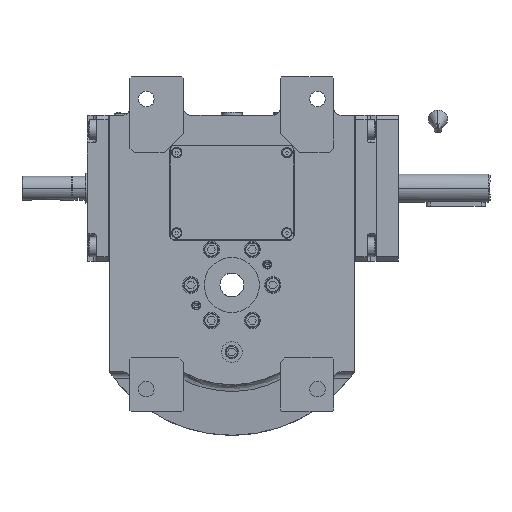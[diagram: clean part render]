
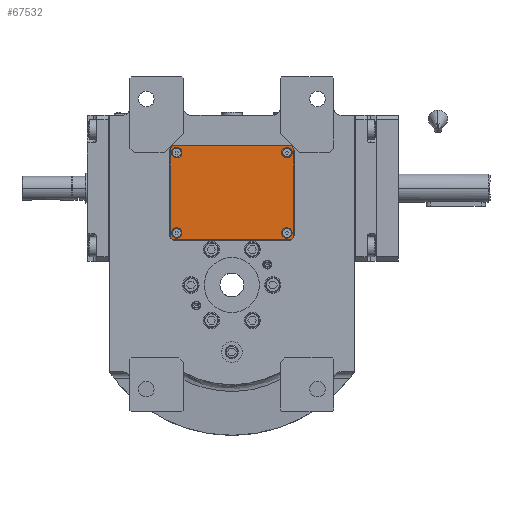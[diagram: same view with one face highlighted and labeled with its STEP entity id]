
A CAD part, front view. The second image highlights one B-rep face of the part: STEP entity #67532.
In plain terms, the highlighted face is planar.
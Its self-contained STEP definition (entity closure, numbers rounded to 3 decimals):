
#598 = EDGE_LOOP ( 'NONE', ( #64134, #26704 ) ) ;
#953 = EDGE_LOOP ( 'NONE', ( #59674, #71045 ) ) ;
#1203 = EDGE_CURVE ( 'NONE', #71137, #34002, #25255, .T. ) ;
#3395 = CARTESIAN_POINT ( 'NONE',  ( -33.5, -27., 3. ) ) ;
#3424 = CARTESIAN_POINT ( 'NONE',  ( 41.5, -29.5, 3. ) ) ;
#4006 = CARTESIAN_POINT ( 'NONE',  ( 41.5, 29.5, 3. ) ) ;
#4069 = DIRECTION ( 'NONE',  ( 0., 0., 1. ) ) ;
#4926 = CIRCLE ( 'NONE', #46775, 3.5 ) ;
#5396 = ORIENTED_EDGE ( 'NONE', *, *, #49348, .T. ) ;
#5447 = CARTESIAN_POINT ( 'NONE',  ( 39.5, -31.5, 3. ) ) ;
#5624 = VECTOR ( 'NONE', #51474, 1000. ) ;
#6078 = EDGE_CURVE ( 'NONE', #42921, #71829, #8254, .T. ) ;
#6385 = DIRECTION ( 'NONE',  ( 0., 0., 1. ) ) ;
#6942 = CARTESIAN_POINT ( 'NONE',  ( 39.5, 31.5, 3. ) ) ;
#6976 = EDGE_CURVE ( 'NONE', #45173, #42817, #73720, .T. ) ;
#7063 = AXIS2_PLACEMENT_3D ( 'NONE', #17317, #9949, #29633 ) ;
#7181 = DIRECTION ( 'NONE',  ( 0., 1., 0. ) ) ;
#7317 = EDGE_CURVE ( 'NONE', #38090, #45173, #39511, .T. ) ;
#7418 = VECTOR ( 'NONE', #7181, 1000. ) ;
#7969 = DIRECTION ( 'NONE',  ( 0., 0., 1. ) ) ;
#8020 = ORIENTED_EDGE ( 'NONE', *, *, #23157, .T. ) ;
#8254 = CIRCLE ( 'NONE', #7063, 3.5 ) ;
#8546 = AXIS2_PLACEMENT_3D ( 'NONE', #27719, #45328, #12000 ) ;
#9141 = CARTESIAN_POINT ( 'NONE',  ( 40.5, 27., 3. ) ) ;
#9948 = AXIS2_PLACEMENT_3D ( 'NONE', #56627, #51002, #46500 ) ;
#9949 = DIRECTION ( 'NONE',  ( 0., 0., 1. ) ) ;
#10505 = EDGE_LOOP ( 'NONE', ( #67713, #63197 ) ) ;
#10712 = DIRECTION ( 'NONE',  ( -1., 0., 0. ) ) ;
#12000 = DIRECTION ( 'NONE',  ( -1., 0., 0. ) ) ;
#12673 = VECTOR ( 'NONE', #19122, 1000. ) ;
#12719 = CIRCLE ( 'NONE', #47358, 3.5 ) ;
#13442 = CARTESIAN_POINT ( 'NONE',  ( -39.5, 31.5, 3. ) ) ;
#13689 = CARTESIAN_POINT ( 'NONE',  ( -40.5, -27., 3. ) ) ;
#13961 = VECTOR ( 'NONE', #27619, 1000. ) ;
#13968 = ORIENTED_EDGE ( 'NONE', *, *, #26917, .T. ) ;
#14000 = ORIENTED_EDGE ( 'NONE', *, *, #62713, .F. ) ;
#15666 = FACE_BOUND ( 'NONE', #953, .T. ) ;
#17109 = EDGE_CURVE ( 'NONE', #38168, #17526, #70240, .T. ) ;
#17160 = FACE_BOUND ( 'NONE', #59485, .T. ) ;
#17317 = CARTESIAN_POINT ( 'NONE',  ( 37., -27., 3. ) ) ;
#17526 = VERTEX_POINT ( 'NONE', #70335 ) ;
#18894 = CARTESIAN_POINT ( 'NONE',  ( -41.5, -29.5, 3. ) ) ;
#19122 = DIRECTION ( 'NONE',  ( 0., -1., 0. ) ) ;
#19894 = CARTESIAN_POINT ( 'NONE',  ( -33.5, 27., 3. ) ) ;
#20749 = DIRECTION ( 'NONE',  ( 0., 0., 1. ) ) ;
#20881 = VERTEX_POINT ( 'NONE', #4006 ) ;
#21214 = VERTEX_POINT ( 'NONE', #13689 ) ;
#22387 = FACE_BOUND ( 'NONE', #598, .T. ) ;
#23157 = EDGE_CURVE ( 'NONE', #42817, #38168, #36346, .T. ) ;
#23180 = CIRCLE ( 'NONE', #47134, 3.5 ) ;
#23231 = AXIS2_PLACEMENT_3D ( 'NONE', #72072, #20749, #43593 ) ;
#25255 = CIRCLE ( 'NONE', #8546, 3.5 ) ;
#25563 = EDGE_CURVE ( 'NONE', #26572, #55329, #54051, .T. ) ;
#25729 = DIRECTION ( 'NONE',  ( -1., 0., 0. ) ) ;
#25947 = VERTEX_POINT ( 'NONE', #59599 ) ;
#26259 = CARTESIAN_POINT ( 'NONE',  ( -41.5, -29.5, 3. ) ) ;
#26572 = VERTEX_POINT ( 'NONE', #5447 ) ;
#26704 = ORIENTED_EDGE ( 'NONE', *, *, #39104, .F. ) ;
#26836 = CIRCLE ( 'NONE', #23231, 3.5 ) ;
#26873 = FACE_OUTER_BOUND ( 'NONE', #62653, .T. ) ;
#26917 = EDGE_CURVE ( 'NONE', #17526, #26572, #49556, .T. ) ;
#27055 = CARTESIAN_POINT ( 'NONE',  ( -39.5, -31.5, 3. ) ) ;
#27170 = CARTESIAN_POINT ( 'NONE',  ( 37., -27., 3. ) ) ;
#27619 = DIRECTION ( 'NONE',  ( -0.707, -0.707, 0. ) ) ;
#27719 = CARTESIAN_POINT ( 'NONE',  ( -37., 27., 3. ) ) ;
#29595 = ORIENTED_EDGE ( 'NONE', *, *, #25563, .T. ) ;
#29633 = DIRECTION ( 'NONE',  ( 1., 0., 0. ) ) ;
#30495 = LINE ( 'NONE', #36108, #64119 ) ;
#31142 = CARTESIAN_POINT ( 'NONE',  ( -37., 27., 3. ) ) ;
#31166 = EDGE_CURVE ( 'NONE', #71829, #42921, #23180, .T. ) ;
#31653 = EDGE_CURVE ( 'NONE', #21214, #61236, #26836, .T. ) ;
#32348 = CARTESIAN_POINT ( 'NONE',  ( -41.5, 29.5, 3. ) ) ;
#32384 = VECTOR ( 'NONE', #58963, 1000. ) ;
#32493 = ORIENTED_EDGE ( 'NONE', *, *, #6976, .T. ) ;
#33212 = CIRCLE ( 'NONE', #52354, 3.5 ) ;
#33418 = CARTESIAN_POINT ( 'NONE',  ( -37., -27., 3. ) ) ;
#33534 = DIRECTION ( 'NONE',  ( 0., 0., 1. ) ) ;
#33611 = PLANE ( 'NONE',  #69849 ) ;
#34002 = VERTEX_POINT ( 'NONE', #19894 ) ;
#36108 = CARTESIAN_POINT ( 'NONE',  ( 41.5, 29.5, 3. ) ) ;
#36346 = LINE ( 'NONE', #70461, #12673 ) ;
#36814 = VERTEX_POINT ( 'NONE', #9141 ) ;
#37216 = EDGE_CURVE ( 'NONE', #34002, #71137, #12719, .T. ) ;
#38090 = VERTEX_POINT ( 'NONE', #6942 ) ;
#38168 = VERTEX_POINT ( 'NONE', #26259 ) ;
#39104 = EDGE_CURVE ( 'NONE', #25947, #36814, #33212, .T. ) ;
#39511 = LINE ( 'NONE', #50747, #5624 ) ;
#39603 = FACE_BOUND ( 'NONE', #10505, .T. ) ;
#40824 = VECTOR ( 'NONE', #45045, 1000. ) ;
#42817 = VERTEX_POINT ( 'NONE', #32348 ) ;
#42921 = VERTEX_POINT ( 'NONE', #69442 ) ;
#43593 = DIRECTION ( 'NONE',  ( -1., 0., 0. ) ) ;
#44448 = CARTESIAN_POINT ( 'NONE',  ( 37., 27., 3. ) ) ;
#44728 = EDGE_CURVE ( 'NONE', #55329, #20881, #48701, .T. ) ;
#45045 = DIRECTION ( 'NONE',  ( 1., 0., 0. ) ) ;
#45173 = VERTEX_POINT ( 'NONE', #13442 ) ;
#45328 = DIRECTION ( 'NONE',  ( 0., 0., 1. ) ) ;
#46500 = DIRECTION ( 'NONE',  ( 1., 0., 0. ) ) ;
#46775 = AXIS2_PLACEMENT_3D ( 'NONE', #33418, #6385, #63686 ) ;
#46992 = DIRECTION ( 'NONE',  ( -0.707, 0.707, 0. ) ) ;
#47134 = AXIS2_PLACEMENT_3D ( 'NONE', #27170, #33534, #10712 ) ;
#47358 = AXIS2_PLACEMENT_3D ( 'NONE', #31142, #7969, #49101 ) ;
#48701 = LINE ( 'NONE', #54323, #7418 ) ;
#48795 = DIRECTION ( 'NONE',  ( 0.707, 0.707, 0. ) ) ;
#49101 = DIRECTION ( 'NONE',  ( 1., 0., 0. ) ) ;
#49348 = EDGE_CURVE ( 'NONE', #20881, #38090, #30495, .T. ) ;
#49556 = LINE ( 'NONE', #27055, #40824 ) ;
#49740 = DIRECTION ( 'NONE',  ( 1., 0., 0. ) ) ;
#50747 = CARTESIAN_POINT ( 'NONE',  ( 39.5, 31.5, 3. ) ) ;
#51002 = DIRECTION ( 'NONE',  ( 0., 0., 1. ) ) ;
#51474 = DIRECTION ( 'NONE',  ( -1., 0., 0. ) ) ;
#52354 = AXIS2_PLACEMENT_3D ( 'NONE', #44448, #54557, #25729 ) ;
#52712 = CARTESIAN_POINT ( 'NONE',  ( -40.5, 27., 3. ) ) ;
#53501 = ORIENTED_EDGE ( 'NONE', *, *, #17109, .T. ) ;
#54051 = LINE ( 'NONE', #70954, #67004 ) ;
#54323 = CARTESIAN_POINT ( 'NONE',  ( 41.5, -29.5, 3. ) ) ;
#54557 = DIRECTION ( 'NONE',  ( 0., 0., 1. ) ) ;
#55329 = VERTEX_POINT ( 'NONE', #3424 ) ;
#56461 = CARTESIAN_POINT ( 'NONE',  ( 0., 0., 3. ) ) ;
#56627 = CARTESIAN_POINT ( 'NONE',  ( 37., 27., 3. ) ) ;
#58963 = DIRECTION ( 'NONE',  ( 0.707, -0.707, 0. ) ) ;
#59485 = EDGE_LOOP ( 'NONE', ( #14000, #60786 ) ) ;
#59599 = CARTESIAN_POINT ( 'NONE',  ( 33.5, 27., 3. ) ) ;
#59627 = EDGE_CURVE ( 'NONE', #36814, #25947, #72142, .T. ) ;
#59674 = ORIENTED_EDGE ( 'NONE', *, *, #37216, .F. ) ;
#60786 = ORIENTED_EDGE ( 'NONE', *, *, #31653, .F. ) ;
#61091 = ORIENTED_EDGE ( 'NONE', *, *, #44728, .T. ) ;
#61236 = VERTEX_POINT ( 'NONE', #3395 ) ;
#61876 = ORIENTED_EDGE ( 'NONE', *, *, #7317, .T. ) ;
#62653 = EDGE_LOOP ( 'NONE', ( #61091, #5396, #61876, #32493, #8020, #53501, #13968, #29595 ) ) ;
#62713 = EDGE_CURVE ( 'NONE', #61236, #21214, #4926, .T. ) ;
#63197 = ORIENTED_EDGE ( 'NONE', *, *, #31166, .F. ) ;
#63686 = DIRECTION ( 'NONE',  ( 1., 0., 0. ) ) ;
#64119 = VECTOR ( 'NONE', #46992, 1000. ) ;
#64134 = ORIENTED_EDGE ( 'NONE', *, *, #59627, .F. ) ;
#67004 = VECTOR ( 'NONE', #48795, 1000. ) ;
#67532 = ADVANCED_FACE ( 'NONE', ( #26873, #22387, #15666, #39603, #17160 ), #33611, .T. ) ;
#67713 = ORIENTED_EDGE ( 'NONE', *, *, #6078, .F. ) ;
#68473 = CARTESIAN_POINT ( 'NONE',  ( -39.5, 31.5, 3. ) ) ;
#69442 = CARTESIAN_POINT ( 'NONE',  ( 40.5, -27., 3. ) ) ;
#69849 = AXIS2_PLACEMENT_3D ( 'NONE', #56461, #4069, #49740 ) ;
#70240 = LINE ( 'NONE', #18894, #32384 ) ;
#70335 = CARTESIAN_POINT ( 'NONE',  ( -39.5, -31.5, 3. ) ) ;
#70461 = CARTESIAN_POINT ( 'NONE',  ( -41.5, 29.5, 3. ) ) ;
#70625 = CARTESIAN_POINT ( 'NONE',  ( 33.5, -27., 3. ) ) ;
#70954 = CARTESIAN_POINT ( 'NONE',  ( 39.5, -31.5, 3. ) ) ;
#71045 = ORIENTED_EDGE ( 'NONE', *, *, #1203, .F. ) ;
#71137 = VERTEX_POINT ( 'NONE', #52712 ) ;
#71829 = VERTEX_POINT ( 'NONE', #70625 ) ;
#72072 = CARTESIAN_POINT ( 'NONE',  ( -37., -27., 3. ) ) ;
#72142 = CIRCLE ( 'NONE', #9948, 3.5 ) ;
#73720 = LINE ( 'NONE', #68473, #13961 ) ;
